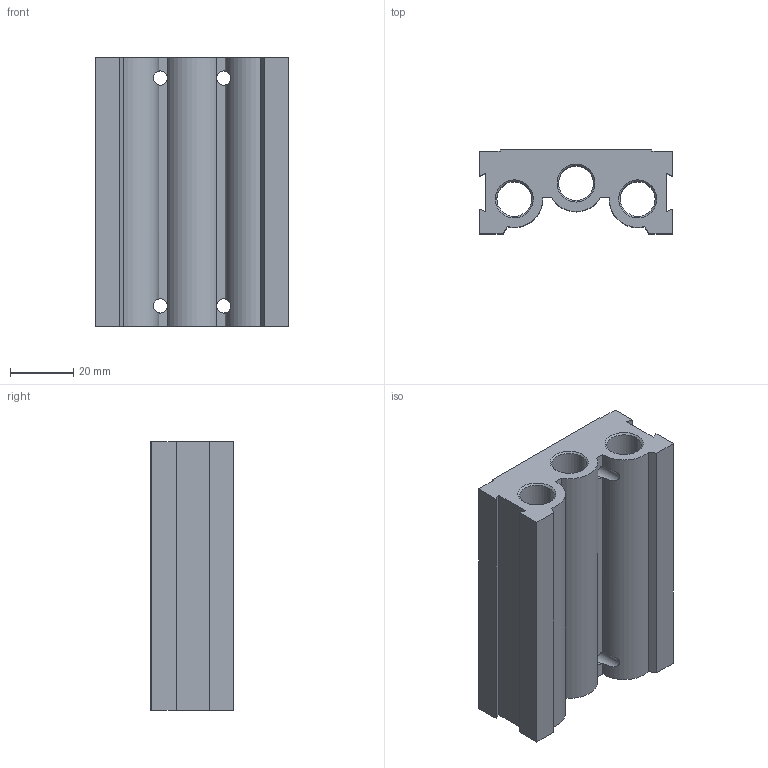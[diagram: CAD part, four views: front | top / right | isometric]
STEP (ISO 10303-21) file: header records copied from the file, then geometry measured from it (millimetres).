
FILE_DESCRIPTION (( 'STEP AP203' ), '1' );
FILE_NAME ('SCB31-D-4.STEP', '2016-05-09T07:20:03', ( '' ), ( '' ), 'SwSTEP 2.0', 'SolidWorks 2008', '' );
FILE_SCHEMA (( 'CONFIG_CONTROL_DESIGN' ));
Length unit declared in the file: millimetre
Products named in the file (1): SCB31-D-4
Bounding box: 61 x 26.5 x 85 mm (x, y, z)
Volume: 77974.8 mm3; surface area: 31493.9 mm2
Topology: 1 solids, 1 shells, 163 faces, 411 edges, 254 vertices
Faces by surface type: cone 60, cylinder 60, plane 43
Entity records: 5762 total; most frequent: CARTESIAN_POINT 1605, DIRECTION 895, ORIENTED_EDGE 822, EDGE_CURVE 411, AXIS2_PLACEMENT_3D 348, VERTEX_POINT 254, EDGE_LOOP 205, VECTOR 199
